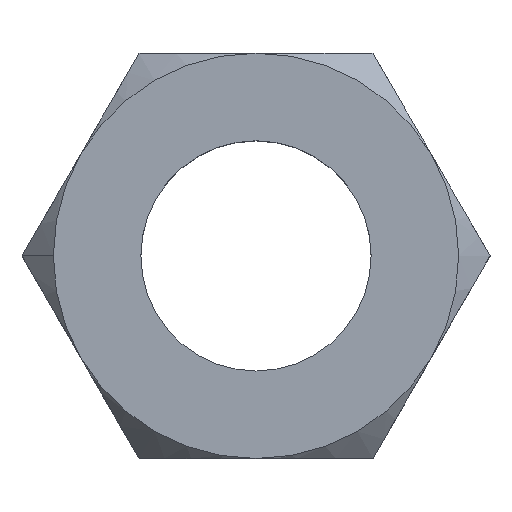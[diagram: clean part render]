
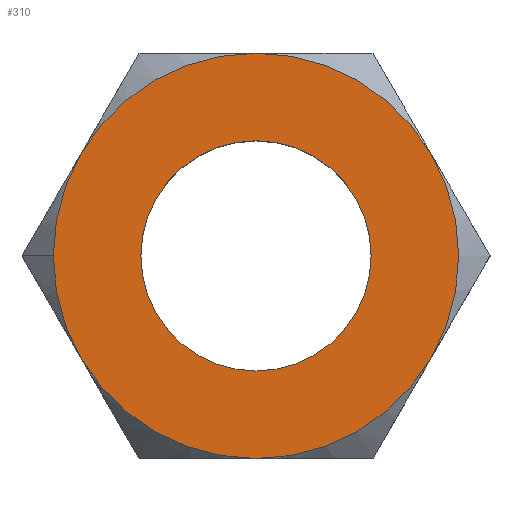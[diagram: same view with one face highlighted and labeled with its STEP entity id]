
A CAD part, top view. The second image highlights one B-rep face of the part: STEP entity #310.
In plain terms, the highlighted planar face has unit normal (0, 0, 1).
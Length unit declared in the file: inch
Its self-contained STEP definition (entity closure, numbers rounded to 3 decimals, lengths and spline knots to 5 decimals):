
#2 = ORIENTED_EDGE ( 'NONE', *, *, #281, .F. ) ;
#14 = CARTESIAN_POINT ( 'NONE',  ( 0., 0., 0.125 ) ) ;
#30 = CARTESIAN_POINT ( 'NONE',  ( 0.39693, 0., 0.125 ) ) ;
#31 = CIRCLE ( 'NONE', #232, 0.34375 ) ;
#52 = EDGE_CURVE ( 'NONE', #166, #738, #615, .T. ) ;
#59 = DIRECTION ( 'NONE',  ( 1., 0., 0. ) ) ;
#65 = ORIENTED_EDGE ( 'NONE', *, *, #641, .F. ) ;
#72 = CARTESIAN_POINT ( 'NONE',  ( 0.2977, -0.17188, 0.125 ) ) ;
#76 = EDGE_CURVE ( 'NONE', #317, #613, #501, .T. ) ;
#86 = CIRCLE ( 'NONE', #671, 0.1953 ) ;
#91 = PLANE ( 'NONE',  #827 ) ;
#101 = DIRECTION ( 'NONE',  ( 0., 0., 1. ) ) ;
#108 = VERTEX_POINT ( 'NONE', #649 ) ;
#109 = CIRCLE ( 'NONE', #414, 0.34375 ) ;
#114 = CARTESIAN_POINT ( 'NONE',  ( 0., 0., 0.125 ) ) ;
#155 = FACE_BOUND ( 'NONE', #580, .T. ) ;
#166 = VERTEX_POINT ( 'NONE', #229 ) ;
#175 = DIRECTION ( 'NONE',  ( 1., 0., 0. ) ) ;
#196 = CARTESIAN_POINT ( 'NONE',  ( 0.2977, 0.17188, 0.125 ) ) ;
#201 = DIRECTION ( 'NONE',  ( 0., 0., -1. ) ) ;
#211 = DIRECTION ( 'NONE',  ( 1., 0., 0. ) ) ;
#219 = CIRCLE ( 'NONE', #401, 0.34375 ) ;
#221 = DIRECTION ( 'NONE',  ( 0., 0., 1. ) ) ;
#223 = VERTEX_POINT ( 'NONE', #292 ) ;
#229 = CARTESIAN_POINT ( 'NONE',  ( 0., 0.34375, 0.125 ) ) ;
#231 = CARTESIAN_POINT ( 'NONE',  ( -0.1953, 0., 0.125 ) ) ;
#232 = AXIS2_PLACEMENT_3D ( 'NONE', #284, #201, #328 ) ;
#237 = CIRCLE ( 'NONE', #452, 0.34375 ) ;
#238 = DIRECTION ( 'NONE',  ( 1., 0., 0. ) ) ;
#245 = EDGE_CURVE ( 'NONE', #613, #317, #86, .T. ) ;
#252 = DIRECTION ( 'NONE',  ( 1., 0., 0. ) ) ;
#261 = DIRECTION ( 'NONE',  ( 0., 0., -1. ) ) ;
#263 = AXIS2_PLACEMENT_3D ( 'NONE', #311, #442, #768 ) ;
#265 = DIRECTION ( 'NONE',  ( 1., 0., 0. ) ) ;
#279 = AXIS2_PLACEMENT_3D ( 'NONE', #750, #101, #238 ) ;
#281 = EDGE_CURVE ( 'NONE', #336, #166, #237, .T. ) ;
#284 = CARTESIAN_POINT ( 'NONE',  ( 0., 0., 0.125 ) ) ;
#287 = DIRECTION ( 'NONE',  ( -1., 0., 0. ) ) ;
#292 = CARTESIAN_POINT ( 'NONE',  ( -0.34375, 0., 0.125 ) ) ;
#294 = DIRECTION ( 'NONE',  ( 0., 0., 1. ) ) ;
#303 = ORIENTED_EDGE ( 'NONE', *, *, #476, .F. ) ;
#310 = ADVANCED_FACE ( 'NONE', ( #155, #419 ), #91, .T. ) ;
#311 = CARTESIAN_POINT ( 'NONE',  ( 0., 0., 0.125 ) ) ;
#317 = VERTEX_POINT ( 'NONE', #388 ) ;
#328 = DIRECTION ( 'NONE',  ( 1., 0., 0. ) ) ;
#336 = VERTEX_POINT ( 'NONE', #499 ) ;
#370 = EDGE_CURVE ( 'NONE', #223, #336, #639, .T. ) ;
#374 = CIRCLE ( 'NONE', #464, 0.34375 ) ;
#381 = DIRECTION ( 'NONE',  ( 0., 0., -1. ) ) ;
#388 = CARTESIAN_POINT ( 'NONE',  ( 0.1953, 0., 0.125 ) ) ;
#401 = AXIS2_PLACEMENT_3D ( 'NONE', #14, #730, #211 ) ;
#414 = AXIS2_PLACEMENT_3D ( 'NONE', #561, #261, #265 ) ;
#419 = FACE_OUTER_BOUND ( 'NONE', #755, .T. ) ;
#422 = CARTESIAN_POINT ( 'NONE',  ( 0., 0., 0.125 ) ) ;
#433 = ORIENTED_EDGE ( 'NONE', *, *, #370, .F. ) ;
#442 = DIRECTION ( 'NONE',  ( 0., 0., -1. ) ) ;
#452 = AXIS2_PLACEMENT_3D ( 'NONE', #491, #758, #287 ) ;
#464 = AXIS2_PLACEMENT_3D ( 'NONE', #640, #646, #59 ) ;
#476 = EDGE_CURVE ( 'NONE', #503, #223, #31, .T. ) ;
#491 = CARTESIAN_POINT ( 'NONE',  ( 0., 0., 0.125 ) ) ;
#499 = CARTESIAN_POINT ( 'NONE',  ( -0.2977, 0.17187, 0.125 ) ) ;
#501 = CIRCLE ( 'NONE', #279, 0.1953 ) ;
#503 = VERTEX_POINT ( 'NONE', #661 ) ;
#513 = ORIENTED_EDGE ( 'NONE', *, *, #541, .F. ) ;
#541 = EDGE_CURVE ( 'NONE', #738, #670, #219, .T. ) ;
#549 = ORIENTED_EDGE ( 'NONE', *, *, #76, .F. ) ;
#561 = CARTESIAN_POINT ( 'NONE',  ( 0., 0., 0.125 ) ) ;
#569 = AXIS2_PLACEMENT_3D ( 'NONE', #114, #381, #252 ) ;
#580 = EDGE_LOOP ( 'NONE', ( #549, #700 ) ) ;
#613 = VERTEX_POINT ( 'NONE', #231 ) ;
#615 = CIRCLE ( 'NONE', #569, 0.34375 ) ;
#639 = CIRCLE ( 'NONE', #263, 0.34375 ) ;
#640 = CARTESIAN_POINT ( 'NONE',  ( 0., 0., 0.125 ) ) ;
#641 = EDGE_CURVE ( 'NONE', #108, #503, #109, .T. ) ;
#646 = DIRECTION ( 'NONE',  ( 0., 0., -1. ) ) ;
#649 = CARTESIAN_POINT ( 'NONE',  ( 0., -0.34375, 0.125 ) ) ;
#661 = CARTESIAN_POINT ( 'NONE',  ( -0.2977, -0.17188, 0.125 ) ) ;
#670 = VERTEX_POINT ( 'NONE', #72 ) ;
#671 = AXIS2_PLACEMENT_3D ( 'NONE', #422, #221, #175 ) ;
#700 = ORIENTED_EDGE ( 'NONE', *, *, #245, .F. ) ;
#730 = DIRECTION ( 'NONE',  ( 0., 0., -1. ) ) ;
#738 = VERTEX_POINT ( 'NONE', #196 ) ;
#746 = EDGE_CURVE ( 'NONE', #670, #108, #374, .T. ) ;
#750 = CARTESIAN_POINT ( 'NONE',  ( 0., 0., 0.125 ) ) ;
#755 = EDGE_LOOP ( 'NONE', ( #791, #513, #782, #2, #433, #303, #65 ) ) ;
#758 = DIRECTION ( 'NONE',  ( 0., 0., -1. ) ) ;
#768 = DIRECTION ( 'NONE',  ( 1., 0., 0. ) ) ;
#782 = ORIENTED_EDGE ( 'NONE', *, *, #52, .F. ) ;
#791 = ORIENTED_EDGE ( 'NONE', *, *, #746, .F. ) ;
#817 = DIRECTION ( 'NONE',  ( 1., 0., 0. ) ) ;
#827 = AXIS2_PLACEMENT_3D ( 'NONE', #30, #294, #817 ) ;
